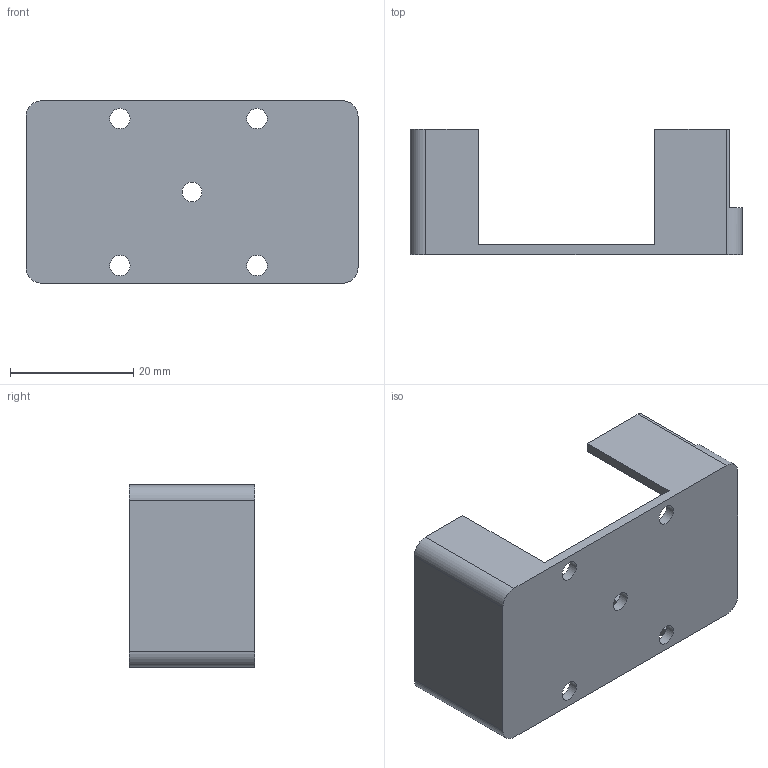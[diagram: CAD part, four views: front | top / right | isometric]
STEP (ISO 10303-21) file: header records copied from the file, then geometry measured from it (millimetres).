
FILE_DESCRIPTION(/* description */ (''),/* implementation_level */ '2;1');
FILE_NAME(/* name */ 'Batterie.stp',/* time_stamp */ '2015-03-20T14:28:33+01:00',/* author */ ('sd'),/* organization */ (''),/* preprocessor_version */ 'ST-DEVELOPER v15.2',/* originating_system */ 'Autodesk Inventor 2014',/* authorisation */ '');
FILE_SCHEMA (('AUTOMOTIVE_DESIGN { 1 0 10303 214 3 1 1 }'));
Length unit declared in the file: inch
Products named in the file (1): Batterie
Bounding box: 53.85 x 20.32 x 29.59 mm (x, y, z)
Volume: 4854 mm3; surface area: 6616.9 mm2
Topology: 1 solids, 1 shells, 35 faces, 99 edges, 66 vertices
Faces by surface type: plane 22, cylinder 13
Full cylindrical faces by diameter (mm): 3.2 x1, 3.302 x4
Entity records: 1171 total; most frequent: DIRECTION 196, CARTESIAN_POINT 196, ORIENTED_EDGE 188, EDGE_CURVE 94, VERTEX_POINT 66, AXIS2_PLACEMENT_3D 66, LINE 64, VECTOR 64
